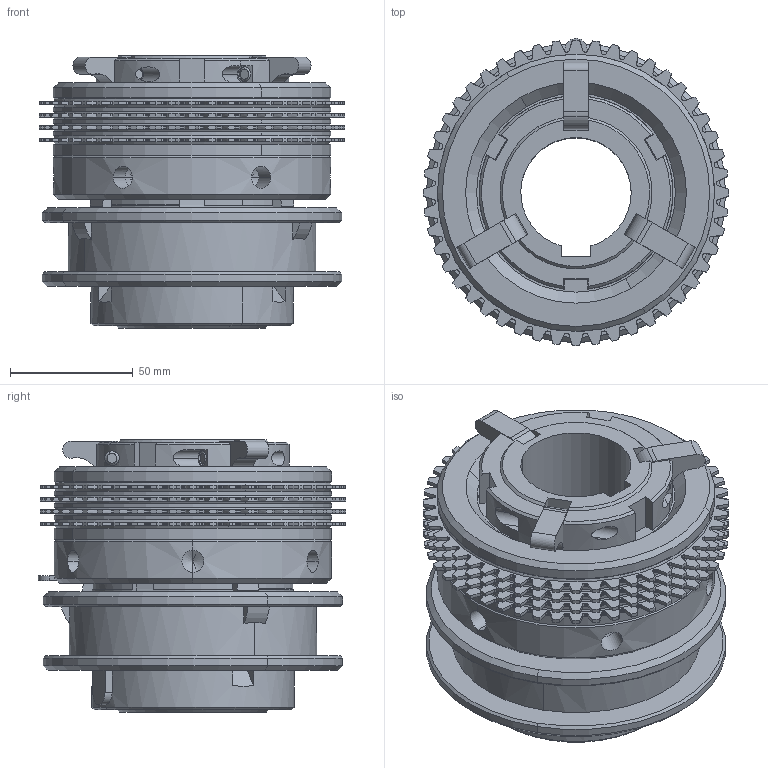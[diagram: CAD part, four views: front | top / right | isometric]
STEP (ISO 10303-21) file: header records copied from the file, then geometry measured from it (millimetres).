
FILE_DESCRIPTION (( 'STEP AP203' ), '1' );
FILE_NAME ('Assem4.STEP', '2017-10-20T04:38:47', ( ' ' ), ( '' ), 'SwSTEP 2.0', 'SolidWorks 2009', '' );
FILE_SCHEMA (( 'CONFIG_CONTROL_DESIGN' ));
Products named in the file (1): Assem4
Bounding box: 124.5 x 125.25 x 111 mm (x, y, z)
Volume: 697410.7 mm3; surface area: 157771.5 mm2
Topology: 1 solids, 30 shells, 2871 faces, 8415 edges, 5572 vertices
Faces by surface type: cylinder 1315, plane 1061, bspline 384, cone 104, torus 7
Entity records: 133407 total; most frequent: CARTESIAN_POINT 57147, ORIENTED_EDGE 16806, DIRECTION 15339, EDGE_CURVE 8403, VERTEX_POINT 5572, AXIS2_PLACEMENT_3D 5323, VECTOR 4693, LINE 4693
